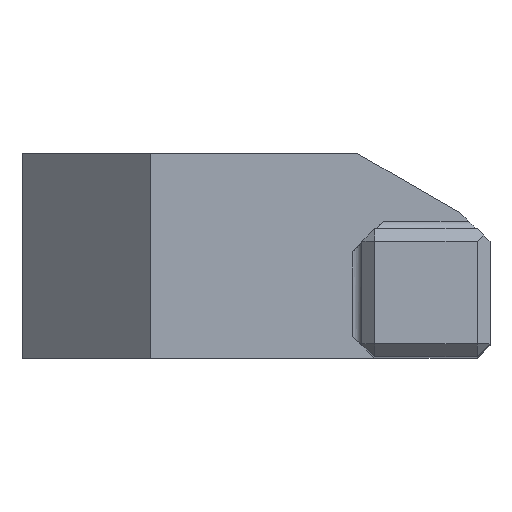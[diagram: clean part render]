
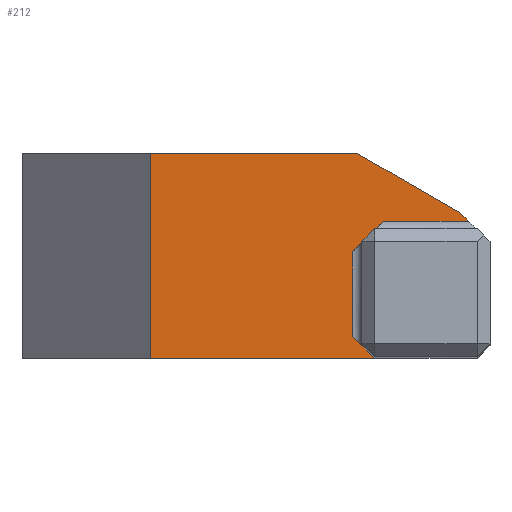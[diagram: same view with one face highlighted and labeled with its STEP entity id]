
A CAD part, top view. The second image highlights one B-rep face of the part: STEP entity #212.
In plain terms, the highlighted planar face has unit normal (0, 0, 1).
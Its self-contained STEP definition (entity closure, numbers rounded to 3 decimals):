
#39=PLANE('',#667);
#100=LINE('',#943,#163);
#101=LINE('',#946,#164);
#102=LINE('',#948,#165);
#103=LINE('',#950,#166);
#104=LINE('',#952,#167);
#105=LINE('',#954,#168);
#106=LINE('',#956,#169);
#107=LINE('',#958,#170);
#108=LINE('',#960,#171);
#163=VECTOR('',#753,1.);
#164=VECTOR('',#754,1.);
#165=VECTOR('',#755,1.);
#166=VECTOR('',#756,1.);
#167=VECTOR('',#757,1.);
#168=VECTOR('',#758,1.);
#169=VECTOR('',#759,1.);
#170=VECTOR('',#760,1.);
#171=VECTOR('',#761,1.);
#212=ADVANCED_FACE('',(#243),#39,.F.);
#243=FACE_OUTER_BOUND('',#276,.T.);
#276=EDGE_LOOP('',(#347,#348,#349,#350,#351,#352,#353,#354,#355));
#347=ORIENTED_EDGE('',*,*,#558,.F.);
#348=ORIENTED_EDGE('',*,*,#559,.F.);
#349=ORIENTED_EDGE('',*,*,#560,.T.);
#350=ORIENTED_EDGE('',*,*,#561,.T.);
#351=ORIENTED_EDGE('',*,*,#562,.T.);
#352=ORIENTED_EDGE('',*,*,#563,.F.);
#353=ORIENTED_EDGE('',*,*,#564,.F.);
#354=ORIENTED_EDGE('',*,*,#565,.F.);
#355=ORIENTED_EDGE('',*,*,#566,.F.);
#499=VERTEX_POINT('',#944);
#500=VERTEX_POINT('',#945);
#501=VERTEX_POINT('',#947);
#502=VERTEX_POINT('',#949);
#503=VERTEX_POINT('',#951);
#504=VERTEX_POINT('',#953);
#505=VERTEX_POINT('',#955);
#506=VERTEX_POINT('',#957);
#507=VERTEX_POINT('',#959);
#558=EDGE_CURVE('',#499,#500,#100,.T.);
#559=EDGE_CURVE('',#501,#499,#101,.T.);
#560=EDGE_CURVE('',#501,#502,#102,.T.);
#561=EDGE_CURVE('',#502,#503,#103,.T.);
#562=EDGE_CURVE('',#503,#504,#104,.T.);
#563=EDGE_CURVE('',#505,#504,#105,.T.);
#564=EDGE_CURVE('',#506,#505,#106,.T.);
#565=EDGE_CURVE('',#507,#506,#107,.T.);
#566=EDGE_CURVE('',#500,#507,#108,.T.);
#667=AXIS2_PLACEMENT_3D('',#961,#762,#763);
#753=DIRECTION('',(-0.707,-0.707,0.));
#754=DIRECTION('',(-1.,0.,0.));
#755=DIRECTION('',(-0.707,0.707,0.));
#756=DIRECTION('',(-0.866,0.5,0.));
#757=DIRECTION('',(-1.,0.,0.));
#758=DIRECTION('',(0.,1.,0.));
#759=DIRECTION('',(-1.,0.,0.));
#760=DIRECTION('',(0.707,-0.707,0.));
#761=DIRECTION('',(0.,-1.,0.));
#762=DIRECTION('',(0.,0.,-1.));
#763=DIRECTION('',(0.,1.,0.));
#943=CARTESIAN_POINT('',(-4.5,14.5,-70.));
#944=CARTESIAN_POINT('',(-8.3,10.7,-70.));
#945=CARTESIAN_POINT('',(-10.7,8.3,-70.));
#946=CARTESIAN_POINT('',(-9.,10.7,-70.));
#947=CARTESIAN_POINT('',(-1.7,10.7,-70.));
#948=CARTESIAN_POINT('',(-0.5,9.5,-70.));
#949=CARTESIAN_POINT('',(-2.366,11.366,-70.));
#950=CARTESIAN_POINT('',(0.,10.,-70.));
#951=CARTESIAN_POINT('',(-10.392,16.,-70.));
#952=CARTESIAN_POINT('',(0.,16.,-70.));
#953=CARTESIAN_POINT('',(-26.5,16.,-70.));
#954=CARTESIAN_POINT('',(-26.5,-95.353,-70.));
#955=CARTESIAN_POINT('',(-26.5,0.,-70.));
#956=CARTESIAN_POINT('',(-26.5,0.,-70.));
#957=CARTESIAN_POINT('',(-9.,0.,-70.));
#958=CARTESIAN_POINT('',(-9.5,0.5,-70.));
#959=CARTESIAN_POINT('',(-10.7,1.7,-70.));
#960=CARTESIAN_POINT('',(-10.7,1.,-70.));
#961=CARTESIAN_POINT('',(0.,10.,-70.));
